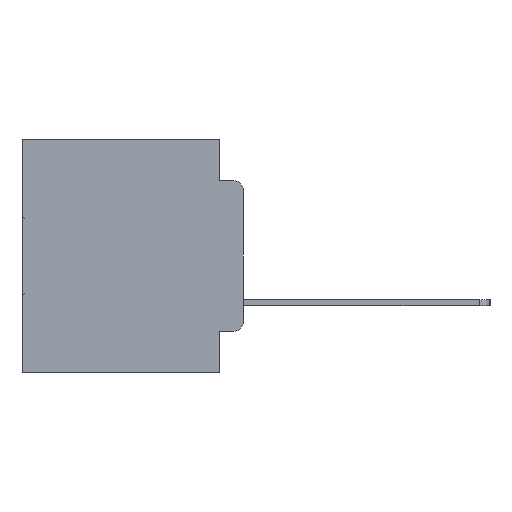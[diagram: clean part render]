
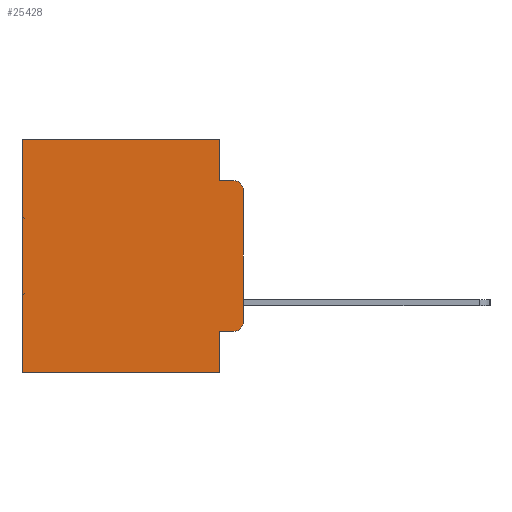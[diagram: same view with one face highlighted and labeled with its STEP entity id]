
A CAD part, left-side view. The second image highlights one B-rep face of the part: STEP entity #25428.
In plain terms, the highlighted planar face has unit normal (-1, 0, 0).
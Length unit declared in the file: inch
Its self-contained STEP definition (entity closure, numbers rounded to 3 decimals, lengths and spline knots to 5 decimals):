
#132 = DIRECTION ( 'NONE',  ( -1., 0., 0. ) ) ;
#388 = VECTOR ( 'NONE', #12954, 39.37008 ) ;
#627 = CARTESIAN_POINT ( 'NONE',  ( 0.298, 0., -0.1085 ) ) ;
#765 = CARTESIAN_POINT ( 'NONE',  ( 0.298, 0.02, -0.0885 ) ) ;
#980 = AXIS2_PLACEMENT_3D ( 'NONE', #12553, #30006, #15108 ) ;
#1584 = CARTESIAN_POINT ( 'NONE',  ( 0.298, 0.051, -0.4115 ) ) ;
#1670 = EDGE_CURVE ( 'NONE', #28487, #29326, #14224, .T. ) ;
#2490 = EDGE_CURVE ( 'NONE', #2716, #26555, #16150, .T. ) ;
#2571 = ORIENTED_EDGE ( 'NONE', *, *, #2490, .F. ) ;
#2716 = VERTEX_POINT ( 'NONE', #627 ) ;
#3160 = DIRECTION ( 'NONE',  ( 0., -1., 0. ) ) ;
#3372 = VERTEX_POINT ( 'NONE', #765 ) ;
#3449 = VECTOR ( 'NONE', #12145, 39.37008 ) ;
#3852 = ORIENTED_EDGE ( 'NONE', *, *, #26772, .F. ) ;
#4093 = CARTESIAN_POINT ( 'NONE',  ( 0.298, 0.051, -0.4115 ) ) ;
#4233 = VECTOR ( 'NONE', #7363, 39.37008 ) ;
#4755 = CARTESIAN_POINT ( 'NONE',  ( 0.298, 0., -0.3915 ) ) ;
#4823 = CARTESIAN_POINT ( 'NONE',  ( 0.298, 0., -0.5 ) ) ;
#4992 = AXIS2_PLACEMENT_3D ( 'NONE', #24133, #26599, #11564 ) ;
#5055 = ORIENTED_EDGE ( 'NONE', *, *, #21778, .T. ) ;
#5441 = ORIENTED_EDGE ( 'NONE', *, *, #25136, .F. ) ;
#6497 = PLANE ( 'NONE',  #4992 ) ;
#6683 = CARTESIAN_POINT ( 'NONE',  ( 0.298, 0.02, -0.4115 ) ) ;
#7312 = CARTESIAN_POINT ( 'NONE',  ( 0.298, 0.051, 0. ) ) ;
#7363 = DIRECTION ( 'NONE',  ( 0., 1., 0. ) ) ;
#7452 = VECTOR ( 'NONE', #13164, 39.37008 ) ;
#7474 = ORIENTED_EDGE ( 'NONE', *, *, #16732, .T. ) ;
#7634 = LINE ( 'NONE', #4093, #20290 ) ;
#7848 = CARTESIAN_POINT ( 'NONE',  ( 0.298, 0.051, 0. ) ) ;
#9414 = VECTOR ( 'NONE', #12685, 39.37008 ) ;
#9437 = LINE ( 'NONE', #25647, #22071 ) ;
#9572 = LINE ( 'NONE', #7848, #388 ) ;
#10313 = FACE_OUTER_BOUND ( 'NONE', #29788, .T. ) ;
#10362 = CARTESIAN_POINT ( 'NONE',  ( 0.298, 0., 0. ) ) ;
#10917 = LINE ( 'NONE', #4823, #4233 ) ;
#11365 = CARTESIAN_POINT ( 'NONE',  ( 0.298, 0., 0. ) ) ;
#11564 = DIRECTION ( 'NONE',  ( 0., 0., -1. ) ) ;
#12145 = DIRECTION ( 'NONE',  ( 0., 0., -1. ) ) ;
#12553 = CARTESIAN_POINT ( 'NONE',  ( 0.298, 0.02, -0.1085 ) ) ;
#12685 = DIRECTION ( 'NONE',  ( 0., 0., -1. ) ) ;
#12735 = AXIS2_PLACEMENT_3D ( 'NONE', #15370, #132, #17896 ) ;
#12954 = DIRECTION ( 'NONE',  ( 0., 0., -1. ) ) ;
#13164 = DIRECTION ( 'NONE',  ( 0., 1., 0. ) ) ;
#14224 = LINE ( 'NONE', #10362, #7452 ) ;
#14783 = VERTEX_POINT ( 'NONE', #27050 ) ;
#15108 = DIRECTION ( 'NONE',  ( 0., 0., -1. ) ) ;
#15370 = CARTESIAN_POINT ( 'NONE',  ( 0.298, 0.02, -0.3915 ) ) ;
#15481 = EDGE_CURVE ( 'NONE', #21442, #14783, #10917, .T. ) ;
#16150 = LINE ( 'NONE', #11365, #9414 ) ;
#16732 = EDGE_CURVE ( 'NONE', #19293, #26555, #19182, .T. ) ;
#16869 = ORIENTED_EDGE ( 'NONE', *, *, #30059, .T. ) ;
#17896 = DIRECTION ( 'NONE',  ( 0., 0., -1. ) ) ;
#18116 = ORIENTED_EDGE ( 'NONE', *, *, #15481, .F. ) ;
#18398 = EDGE_CURVE ( 'NONE', #27005, #19293, #7634, .T. ) ;
#19182 = CIRCLE ( 'NONE', #12735, 0.02 ) ;
#19293 = VERTEX_POINT ( 'NONE', #6683 ) ;
#19673 = CARTESIAN_POINT ( 'NONE',  ( 0.298, 0.473, 0. ) ) ;
#19728 = ORIENTED_EDGE ( 'NONE', *, *, #20121, .F. ) ;
#20121 = EDGE_CURVE ( 'NONE', #27005, #21442, #27518, .T. ) ;
#20290 = VECTOR ( 'NONE', #24825, 39.37008 ) ;
#20456 = CARTESIAN_POINT ( 'NONE',  ( 0.298, 0.051, -0.5 ) ) ;
#20932 = VECTOR ( 'NONE', #32386, 39.37008 ) ;
#21442 = VERTEX_POINT ( 'NONE', #20456 ) ;
#21778 = EDGE_CURVE ( 'NONE', #29326, #14783, #23596, .T. ) ;
#22071 = VECTOR ( 'NONE', #3160, 39.37008 ) ;
#22499 = CARTESIAN_POINT ( 'NONE',  ( 0.298, 0.051, 0. ) ) ;
#22502 = CARTESIAN_POINT ( 'NONE',  ( 0.298, 0.051, -0.0885 ) ) ;
#22817 = ORIENTED_EDGE ( 'NONE', *, *, #1670, .T. ) ;
#23596 = LINE ( 'NONE', #29631, #3449 ) ;
#24133 = CARTESIAN_POINT ( 'NONE',  ( 0.298, 0., 0. ) ) ;
#24825 = DIRECTION ( 'NONE',  ( 0., -1., 0. ) ) ;
#25136 = EDGE_CURVE ( 'NONE', #28487, #26598, #9572, .T. ) ;
#25203 = ORIENTED_EDGE ( 'NONE', *, *, #18398, .T. ) ;
#25428 = ADVANCED_FACE ( 'NONE', ( #10313 ), #6497, .F. ) ;
#25647 = CARTESIAN_POINT ( 'NONE',  ( 0.298, 0.051, -0.0885 ) ) ;
#26555 = VERTEX_POINT ( 'NONE', #4755 ) ;
#26598 = VERTEX_POINT ( 'NONE', #22502 ) ;
#26599 = DIRECTION ( 'NONE',  ( 1., 0., 0. ) ) ;
#26772 = EDGE_CURVE ( 'NONE', #26598, #3372, #9437, .T. ) ;
#27005 = VERTEX_POINT ( 'NONE', #1584 ) ;
#27050 = CARTESIAN_POINT ( 'NONE',  ( 0.298, 0.473, -0.5 ) ) ;
#27518 = LINE ( 'NONE', #22499, #20932 ) ;
#28487 = VERTEX_POINT ( 'NONE', #7312 ) ;
#29326 = VERTEX_POINT ( 'NONE', #19673 ) ;
#29631 = CARTESIAN_POINT ( 'NONE',  ( 0.298, 0.473, 0. ) ) ;
#29788 = EDGE_LOOP ( 'NONE', ( #2571, #16869, #3852, #5441, #22817, #5055, #18116, #19728, #25203, #7474 ) ) ;
#30006 = DIRECTION ( 'NONE',  ( -1., 0., 0. ) ) ;
#30059 = EDGE_CURVE ( 'NONE', #2716, #3372, #31113, .T. ) ;
#31113 = CIRCLE ( 'NONE', #980, 0.02 ) ;
#32386 = DIRECTION ( 'NONE',  ( 0., 0., -1. ) ) ;
